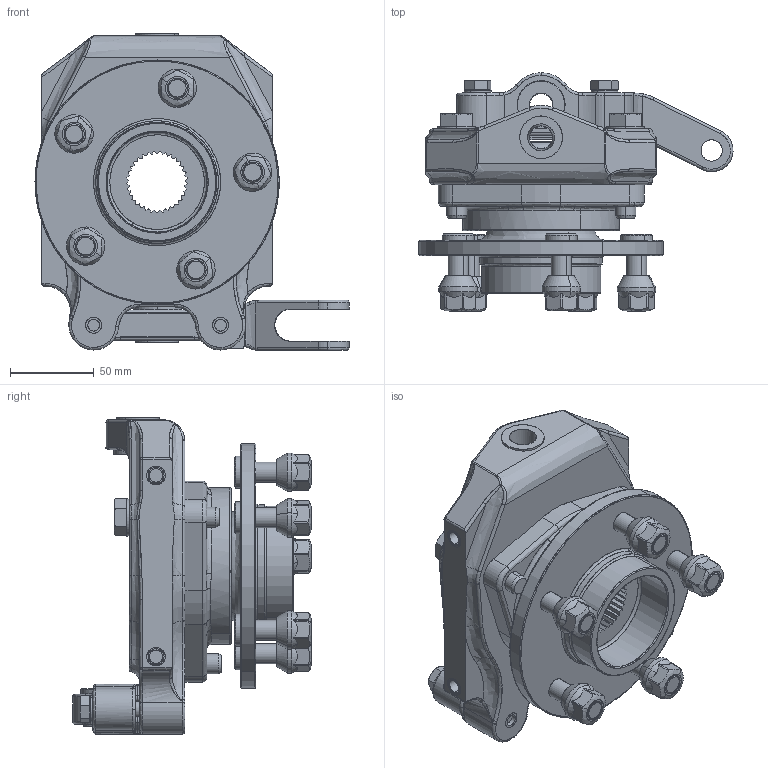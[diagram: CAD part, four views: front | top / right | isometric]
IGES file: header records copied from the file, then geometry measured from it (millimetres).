
Start section: SolidWorks IGES file using analytic representation for surfaces
Global section: file name: Gtx Upright.IGS; native system: SolidWorks 2012; preprocessor: SolidWorks 2012; author: TL; date: 161007.124958; units: inch
Bounding box: 186.98 x 142.08 x 188.59 mm (x, y, z)
Surface area: 225190.1 mm2 (no closed solid volume)
Topology: 0 solids, 0 shells, 1054 faces, 14486 edges, 14477 vertices
Faces by surface type: revolution 533, bspline 521
